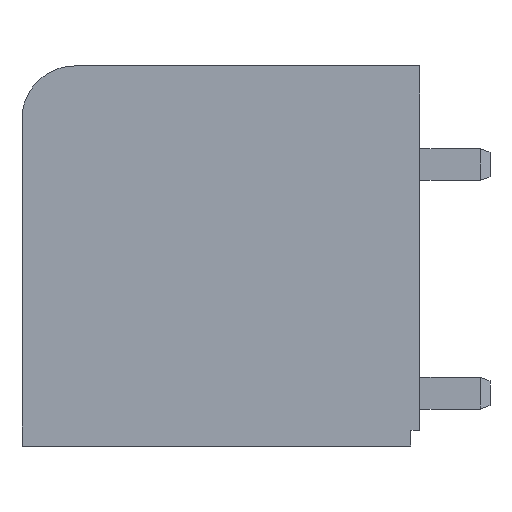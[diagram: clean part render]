
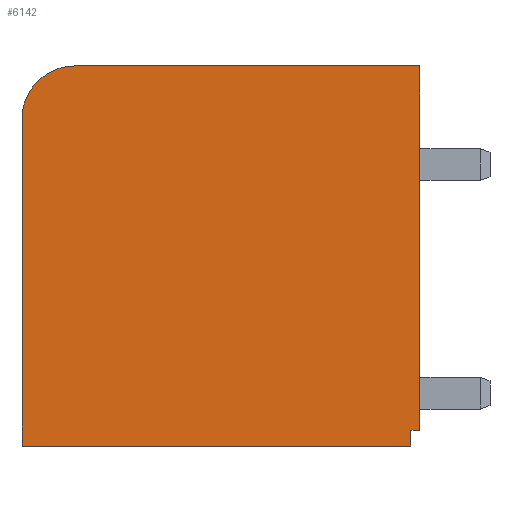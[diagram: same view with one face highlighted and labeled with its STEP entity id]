
A CAD part, left-side view. The second image highlights one B-rep face of the part: STEP entity #6142.
In plain terms, the highlighted planar face has unit normal (-1, 0, 0).
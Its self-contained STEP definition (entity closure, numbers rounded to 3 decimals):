
#4 = DIRECTION ( 'NONE',  ( 0., 0., 1. ) ) ;
#5 = EDGE_CURVE ( 'NONE', #1388, #2114, #6074, .T. ) ;
#226 = DIRECTION ( 'NONE',  ( 0., 0., 1. ) ) ;
#266 = CARTESIAN_POINT ( 'NONE',  ( -13.95, 22.6, 9.1 ) ) ;
#655 = VERTEX_POINT ( 'NONE', #3215 ) ;
#715 = EDGE_CURVE ( 'NONE', #6290, #5220, #2226, .T. ) ;
#775 = EDGE_CURVE ( 'NONE', #6290, #6172, #6294, .T. ) ;
#988 = PLANE ( 'NONE',  #5755 ) ;
#1021 = AXIS2_PLACEMENT_3D ( 'NONE', #2891, #1944, #1880 ) ;
#1127 = VERTEX_POINT ( 'NONE', #3581 ) ;
#1149 = EDGE_CURVE ( 'NONE', #655, #1388, #2534, .T. ) ;
#1233 = ORIENTED_EDGE ( 'NONE', *, *, #4300, .T. ) ;
#1388 = VERTEX_POINT ( 'NONE', #2737 ) ;
#1870 = LINE ( 'NONE', #5725, #3106 ) ;
#1880 = DIRECTION ( 'NONE',  ( 0., 0., -1. ) ) ;
#1944 = DIRECTION ( 'NONE',  ( -1., 0., 0. ) ) ;
#2074 = DIRECTION ( 'NONE',  ( 0., 0., 1. ) ) ;
#2114 = VERTEX_POINT ( 'NONE', #4684 ) ;
#2226 = CIRCLE ( 'NONE', #1021, 3. ) ;
#2300 = CARTESIAN_POINT ( 'NONE',  ( -13.95, 22.6, -9.5 ) ) ;
#2534 = LINE ( 'NONE', #5535, #5599 ) ;
#2545 = VECTOR ( 'NONE', #2074, 1000. ) ;
#2737 = CARTESIAN_POINT ( 'NONE',  ( -13.95, 0.5, -8.6 ) ) ;
#2891 = CARTESIAN_POINT ( 'NONE',  ( -13.95, 19.6, 9.1 ) ) ;
#2912 = DIRECTION ( 'NONE',  ( 0., 0., -1. ) ) ;
#3106 = VECTOR ( 'NONE', #4, 1000. ) ;
#3211 = DIRECTION ( 'NONE',  ( 0., -1., 0. ) ) ;
#3215 = CARTESIAN_POINT ( 'NONE',  ( -13.95, 0.5, -9.5 ) ) ;
#3255 = LINE ( 'NONE', #2300, #5643 ) ;
#3349 = DIRECTION ( 'NONE',  ( 0., -1., 0. ) ) ;
#3397 = FACE_OUTER_BOUND ( 'NONE', #5587, .T. ) ;
#3566 = ORIENTED_EDGE ( 'NONE', *, *, #1149, .T. ) ;
#3581 = CARTESIAN_POINT ( 'NONE',  ( -13.95, 22.6, -9.5 ) ) ;
#3848 = CARTESIAN_POINT ( 'NONE',  ( -13.95, 22.6, 12.1 ) ) ;
#3869 = CARTESIAN_POINT ( 'NONE',  ( -13.95, 0., 12.1 ) ) ;
#3998 = ORIENTED_EDGE ( 'NONE', *, *, #5, .T. ) ;
#4300 = EDGE_CURVE ( 'NONE', #2114, #6172, #5484, .T. ) ;
#4393 = ORIENTED_EDGE ( 'NONE', *, *, #775, .F. ) ;
#4625 = CARTESIAN_POINT ( 'NONE',  ( -13.95, 0.5, -8.6 ) ) ;
#4684 = CARTESIAN_POINT ( 'NONE',  ( -13.95, 0., -8.6 ) ) ;
#4778 = VECTOR ( 'NONE', #4877, 1000. ) ;
#4837 = CARTESIAN_POINT ( 'NONE',  ( -13.95, 22.6, 12.1 ) ) ;
#4877 = DIRECTION ( 'NONE',  ( 0., -1., 0. ) ) ;
#5053 = ORIENTED_EDGE ( 'NONE', *, *, #5359, .T. ) ;
#5182 = VECTOR ( 'NONE', #3211, 1000. ) ;
#5220 = VERTEX_POINT ( 'NONE', #266 ) ;
#5359 = EDGE_CURVE ( 'NONE', #1127, #655, #3255, .T. ) ;
#5484 = LINE ( 'NONE', #6011, #2545 ) ;
#5535 = CARTESIAN_POINT ( 'NONE',  ( -13.95, 0.5, -8.6 ) ) ;
#5587 = EDGE_LOOP ( 'NONE', ( #5053, #3566, #3998, #1233, #4393, #5878, #5693 ) ) ;
#5599 = VECTOR ( 'NONE', #226, 1000. ) ;
#5643 = VECTOR ( 'NONE', #3349, 1000. ) ;
#5693 = ORIENTED_EDGE ( 'NONE', *, *, #6146, .F. ) ;
#5725 = CARTESIAN_POINT ( 'NONE',  ( -13.95, 22.6, 12.1 ) ) ;
#5755 = AXIS2_PLACEMENT_3D ( 'NONE', #4837, #6251, #2912 ) ;
#5878 = ORIENTED_EDGE ( 'NONE', *, *, #715, .T. ) ;
#6011 = CARTESIAN_POINT ( 'NONE',  ( -13.95, 0., 12.1 ) ) ;
#6026 = CARTESIAN_POINT ( 'NONE',  ( -13.95, 19.6, 12.1 ) ) ;
#6074 = LINE ( 'NONE', #4625, #5182 ) ;
#6142 = ADVANCED_FACE ( 'NONE', ( #3397 ), #988, .F. ) ;
#6146 = EDGE_CURVE ( 'NONE', #1127, #5220, #1870, .T. ) ;
#6172 = VERTEX_POINT ( 'NONE', #3869 ) ;
#6251 = DIRECTION ( 'NONE',  ( 1., 0., 0. ) ) ;
#6290 = VERTEX_POINT ( 'NONE', #6026 ) ;
#6294 = LINE ( 'NONE', #3848, #4778 ) ;
